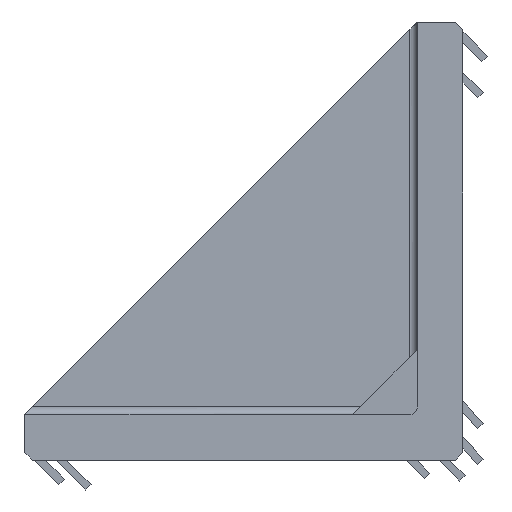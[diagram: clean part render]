
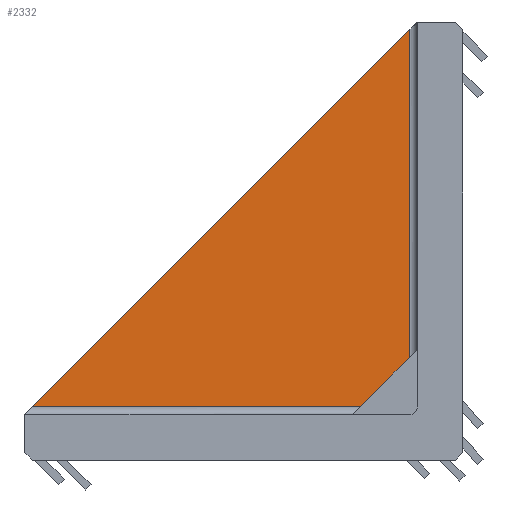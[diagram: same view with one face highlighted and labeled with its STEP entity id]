
A CAD part, left-side view. The second image highlights one B-rep face of the part: STEP entity #2332.
In plain terms, the highlighted planar face has unit normal (-1, 0, 0).
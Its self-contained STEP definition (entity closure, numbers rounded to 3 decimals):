
#104 = LINE ( 'NONE', #1189, #4178 ) ;
#204 = VERTEX_POINT ( 'NONE', #3964 ) ;
#271 = VECTOR ( 'NONE', #2426, 1000. ) ;
#294 = CARTESIAN_POINT ( 'NONE',  ( 9., -21.75, -21.75 ) ) ;
#313 = EDGE_CURVE ( 'NONE', #802, #204, #1776, .T. ) ;
#517 = FACE_OUTER_BOUND ( 'NONE', #2237, .T. ) ;
#802 = VERTEX_POINT ( 'NONE', #294 ) ;
#1189 = CARTESIAN_POINT ( 'NONE',  ( 9., 28.75, -22.75 ) ) ;
#1651 = CARTESIAN_POINT ( 'NONE',  ( 9., -22.75, -21.75 ) ) ;
#1697 = ORIENTED_EDGE ( 'NONE', *, *, #2207, .F. ) ;
#1772 = PLANE ( 'NONE',  #4956 ) ;
#1776 = LINE ( 'NONE', #4744, #2712 ) ;
#1988 = CARTESIAN_POINT ( 'NONE',  ( 9., 27.75, -21.75 ) ) ;
#2207 = EDGE_CURVE ( 'NONE', #3169, #204, #104, .T. ) ;
#2237 = EDGE_LOOP ( 'NONE', ( #3866, #4337, #1697 ) ) ;
#2332 = ADVANCED_FACE ( 'NONE', ( #517 ), #1772, .F. ) ;
#2426 = DIRECTION ( 'NONE',  ( 0., -1., 0. ) ) ;
#2553 = DIRECTION ( 'NONE',  ( 0., 0., -1. ) ) ;
#2712 = VECTOR ( 'NONE', #3580, 1000. ) ;
#3169 = VERTEX_POINT ( 'NONE', #1988 ) ;
#3436 = EDGE_CURVE ( 'NONE', #3169, #802, #4240, .T. ) ;
#3580 = DIRECTION ( 'NONE',  ( 0., 0., 1. ) ) ;
#3866 = ORIENTED_EDGE ( 'NONE', *, *, #3436, .T. ) ;
#3868 = DIRECTION ( 'NONE',  ( 0., -0.707, 0.707 ) ) ;
#3964 = CARTESIAN_POINT ( 'NONE',  ( 9., -21.75, 27.75 ) ) ;
#4178 = VECTOR ( 'NONE', #3868, 1000. ) ;
#4240 = LINE ( 'NONE', #1651, #271 ) ;
#4337 = ORIENTED_EDGE ( 'NONE', *, *, #313, .T. ) ;
#4480 = CARTESIAN_POINT ( 'NONE',  ( 9., 28.75, 28.75 ) ) ;
#4744 = CARTESIAN_POINT ( 'NONE',  ( 9., -21.75, 28.75 ) ) ;
#4857 = DIRECTION ( 'NONE',  ( 1., 0., 0. ) ) ;
#4956 = AXIS2_PLACEMENT_3D ( 'NONE', #4480, #4857, #2553 ) ;
